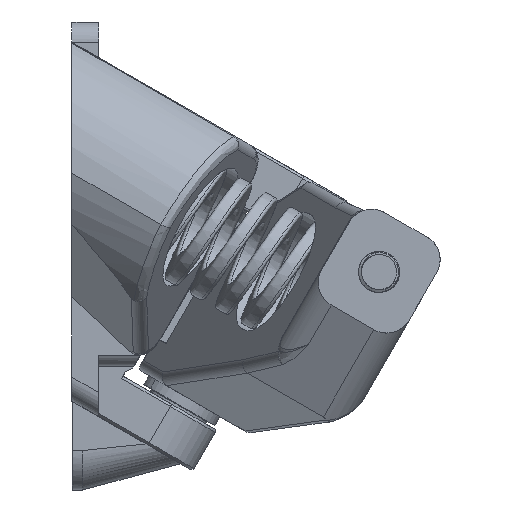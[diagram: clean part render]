
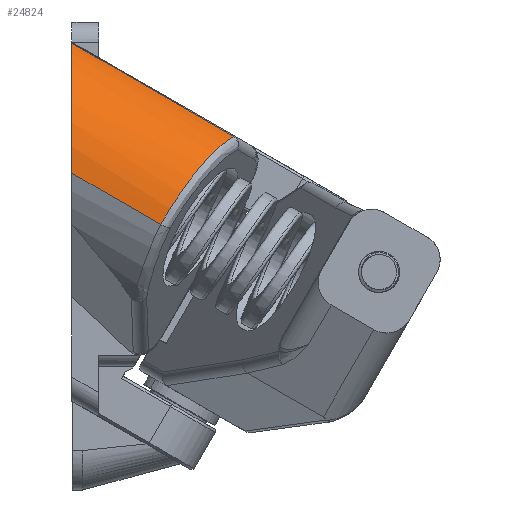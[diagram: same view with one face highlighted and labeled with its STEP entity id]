
A CAD part, left-side view. The second image highlights one B-rep face of the part: STEP entity #24824.
In plain terms, the highlighted cylindrical face has radius 23.174 mm (diameter 46.348 mm), a partial arc.
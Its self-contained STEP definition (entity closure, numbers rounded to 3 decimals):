
#1375 = CARTESIAN_POINT ( 'NONE',  ( -72.045, 0., -17.886 ) ) ;
#2075 = CARTESIAN_POINT ( 'NONE',  ( -71.892, 149.728, 57.264 ) ) ;
#2241 = VERTEX_POINT ( 'NONE', #9476 ) ;
#3364 = CYLINDRICAL_SURFACE ( 'NONE', #8332, 23.174 ) ;
#4833 = ORIENTED_EDGE ( 'NONE', *, *, #25790, .F. ) ;
#5318 = ORIENTED_EDGE ( 'NONE', *, *, #14660, .T. ) ;
#5512 = ORIENTED_EDGE ( 'NONE', *, *, #7850, .T. ) ;
#5703 = CARTESIAN_POINT ( 'NONE',  ( -66.687, -27.319, -24.207 ) ) ;
#5737 = CARTESIAN_POINT ( 'NONE',  ( -48.721, 149.547, 57.577 ) ) ;
#5761 = VERTEX_POINT ( 'NONE', #27112 ) ;
#5850 = CARTESIAN_POINT ( 'NONE',  ( -71.892, -17.158, -39.087 ) ) ;
#5886 = DIRECTION ( 'NONE',  ( 0., 0.5, -0.866 ) ) ;
#6405 = DIRECTION ( 'NONE',  ( 0., -0.866, -0.5 ) ) ;
#6433 = CARTESIAN_POINT ( 'NONE',  ( -66.687, 0., -8.435 ) ) ;
#7305 = LINE ( 'NONE', #16445, #8607 ) ;
#7676 = VERTEX_POINT ( 'NONE', #26678 ) ;
#7804 = EDGE_CURVE ( 'NONE', #25184, #22759, #10888, .T. ) ;
#7850 = EDGE_CURVE ( 'NONE', #2241, #5761, #7305, .T. ) ;
#8099 = CARTESIAN_POINT ( 'NONE',  ( -57.662, -31.248, -22.117 ) ) ;
#8115 = CARTESIAN_POINT ( 'NONE',  ( -71.892, -17.138, -39.076 ) ) ;
#8332 = AXIS2_PLACEMENT_3D ( 'NONE', #5737, #21900, #5886 ) ;
#8607 = VECTOR ( 'NONE', #13484, 1000. ) ;
#9476 = CARTESIAN_POINT ( 'NONE',  ( -57.662, -31.248, -22.117 ) ) ;
#10383 = FACE_OUTER_BOUND ( 'NONE', #17709, .T. ) ;
#10506 = CARTESIAN_POINT ( 'NONE',  ( -71.892, -17.158, -39.087 ) ) ;
#10888 = B_SPLINE_CURVE_WITH_KNOTS ( 'NONE', 3,
 ( #8115, #17230, #26381, #10506 ),
 .UNSPECIFIED., .F., .F.,
 ( 4, 4 ),
 ( 0., 0. ),
 .UNSPECIFIED. ) ;
#13484 = DIRECTION ( 'NONE',  ( 0., 0.866, 0.5 ) ) ;
#14660 = EDGE_CURVE ( 'NONE', #7676, #25184, #27367, .T. ) ;
#14956 = ORIENTED_EDGE ( 'NONE', *, *, #7804, .T. ) ;
#15412 = CARTESIAN_POINT ( 'NONE',  ( -71.892, 0., -29.181 ) ) ;
#15418 = VECTOR ( 'NONE', #6405, 1000. ) ;
#15561 = CARTESIAN_POINT ( 'NONE',  ( -57.662, 0., -4.077 ) ) ;
#16445 = CARTESIAN_POINT ( 'NONE',  ( -57.662, 138.857, 76.093 ) ) ;
#17230 = CARTESIAN_POINT ( 'NONE',  ( -71.892, -17.145, -39.08 ) ) ;
#17245 = CARTESIAN_POINT ( 'NONE',  ( -71.892, -17.158, -39.087 ) ) ;
#17709 = EDGE_LOOP ( 'NONE', ( #23845, #5512, #4833, #5318, #14956 ) ) ;
#21900 = DIRECTION ( 'NONE',  ( 0., -0.866, -0.5 ) ) ;
#22346 = CARTESIAN_POINT ( 'NONE',  ( -71.892, -17.138, -39.076 ) ) ;
#22759 = VERTEX_POINT ( 'NONE', #17245 ) ;
#23845 = ORIENTED_EDGE ( 'NONE', *, *, #25625, .T. ) ;
#23902 =( BOUNDED_CURVE ( )  B_SPLINE_CURVE ( 3, ( #5850, #28029, #5703, #8099 ),
 .UNSPECIFIED., .F., .F. ) 
 B_SPLINE_CURVE_WITH_KNOTS ( ( 4, 4 ),
 ( 3.126, 4.316 ),
 .UNSPECIFIED. ) 
 CURVE ( )  GEOMETRIC_REPRESENTATION_ITEM ( )  RATIONAL_B_SPLINE_CURVE ( ( 1., 0.885, 0.885, 1. ) ) 
 REPRESENTATION_ITEM ( '' )  );
#24824 = ADVANCED_FACE ( 'NONE', ( #10383 ), #3364, .T. ) ;
#25184 = VERTEX_POINT ( 'NONE', #22346 ) ;
#25625 = EDGE_CURVE ( 'NONE', #22759, #2241, #23902, .T. ) ;
#25790 = EDGE_CURVE ( 'NONE', #7676, #5761, #28705, .T. ) ;
#26381 = CARTESIAN_POINT ( 'NONE',  ( -71.892, -17.151, -39.084 ) ) ;
#26678 = CARTESIAN_POINT ( 'NONE',  ( -71.892, 0., -29.181 ) ) ;
#27112 = CARTESIAN_POINT ( 'NONE',  ( -57.662, 0., -4.077 ) ) ;
#27367 = LINE ( 'NONE', #2075, #15418 ) ;
#28029 = CARTESIAN_POINT ( 'NONE',  ( -72.045, -22.014, -30.596 ) ) ;
#28705 =( BOUNDED_CURVE ( )  B_SPLINE_CURVE ( 3, ( #15412, #1375, #6433, #15561 ),
 .UNSPECIFIED., .F., .F. ) 
 B_SPLINE_CURVE_WITH_KNOTS ( ( 4, 4 ),
 ( 1.555, 2.746 ),
 .UNSPECIFIED. ) 
 CURVE ( )  GEOMETRIC_REPRESENTATION_ITEM ( )  RATIONAL_B_SPLINE_CURVE ( ( 1., 0.885, 0.885, 1. ) ) 
 REPRESENTATION_ITEM ( '' )  );
